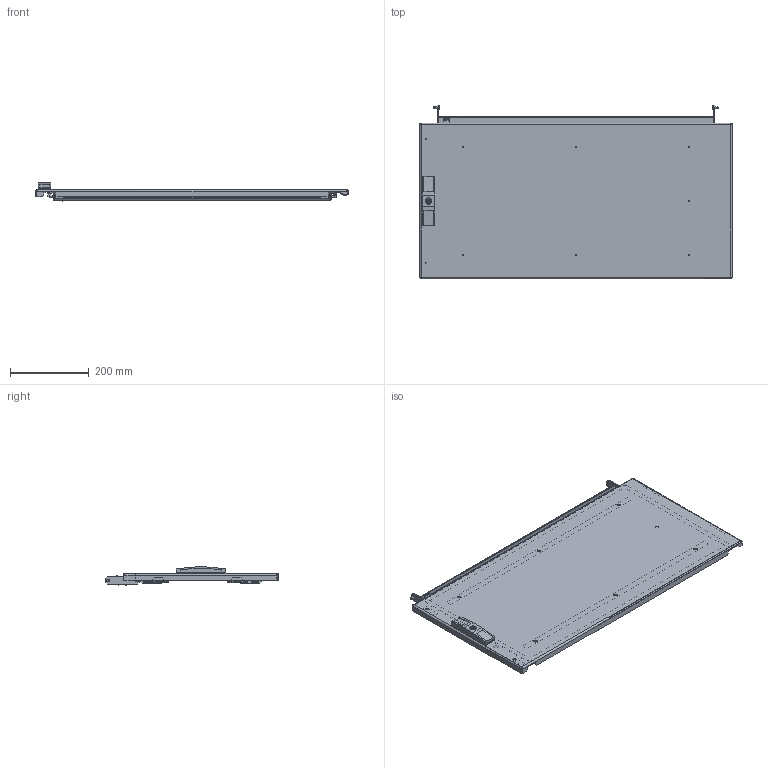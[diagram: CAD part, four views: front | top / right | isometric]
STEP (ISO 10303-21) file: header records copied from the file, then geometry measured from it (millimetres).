
FILE_DESCRIPTION (( 'STEP AP203' ), '1' );
FILE_NAME ('UR35442091800 Äâåðü ãëóõàÿ ñåêöèîííàÿ 400ìì RS52 00.80 (000.801.560-02).STEP', '2022-04-08T12:02:35', ( '' ), ( '' ), 'SwSTEP 2.0', 'SolidWorks 2017', '' );
FILE_SCHEMA (( 'CONFIG_CONTROL_DESIGN' ));
Length unit declared in the file: millimetre
Products named in the file (35): 050-57 Âòóëêà ñêðûòîé ïåòëè; 000.203.297 Äâåðü ãëóõàÿ ñåêöèîííàÿ 400 ìì RS52_02 (00.80); Øïèëüêà ðåçüáîâàÿ Ì6_Œ6å12; Âèíò DIN 7500 M TORX_Œ5å16; MS896 Çàìîê-íàêëàäêà îñíîâíàÿ äëÿ LC_‡ ªàëâ®; 000.800.113 Ïåòëÿ ñåêöèîííîé äâåðè; UR35442091800 Äâåðü ãëóõàÿ ñåêöèîííàÿ 400ìì RS52 00.80 (000.801.560-02); 016-103 Îñü; Ãàéêà øåñòèãðàííàÿ âûñîêàÿ ñàìîñòîïîðÿùàÿñÿ ñ ôëàíöåì ÃÎÑÒ ISO 7043_Œ6; Óïëîòíèòåëü ÏÏÓ äëÿ äâåðêè ñåêöèîííîé LC3 ñòàëüíûå ïåòëè_05 ( 400 00.80); Øïèëüêà çàçåìëåíèÿ CKF CS_Œ6å16; 037-61 Óãîëîê äëÿ çàïèðàíèÿ äâåðè ñåêöèîííîé LC3; 024-382 砑僔蠂縺 鸀槶錼譇 LC3; 000.301.014 Îñü; 000.203.173 Øâåëëåð ìåæñåêöèîííûé LC3_02 (00.80); 050-59 鎗鵻罻; Âèíò DIN 7991_Œ5å10; 012-2064 Ïàíåëü äâåðè ãëóõîé ñåêöèîííîé 400 ìì RS52_02 (00.80); Øàéáà 6402 Ò_Œ6; Âèíò DIN 7500 C TORX_Œ5å12; 000.800.115 Ïëàíêà çàïîðíàÿ äâåðè ñåêöèîííîé 400 ìì RS52; 000.210.582 Îñíîâàíèå äâåðè ãëóõîé ñåêöèîííîé 400 ìì RS52_02 (00.80); Øïèëüêà ðåçüáîâàÿ Ì6_Œ5å12; 032-215 Øâåëëåð ìåæñåêöèîííûé LC3_02 (00.80); 040-217 Ïëàíêà çàïîðíàÿ äâåðè ñåêöèîííîé; 000.173.012 Øâåëëåð ìåæñåêöèîííûé LC3_02 (00.80); 044-97 砎鍧錟儆趌00; 028-98 Ñêîáà; 021-126  呧睯蠈錪; Çàêëåïêà ðåçüáîâàÿ óìåíüøåííûé áîðòèê ñ íàñå÷êîé_Œ5å11,5; 嵑殧趌11648_d5; Ãàéêà Ýðèêñîíà Ì5 ñ ïëîñêîé ãîëîâêîé; Âèíò ÃÎÑÒ Ð ÈÑÎ 7049_ST3.5x9.5; 037-60 Ïåòëÿ äâåðè ñåêöèîííîé LC3; 054-201 Ïîïåðå÷èíà äâåðè LC3_02 (00.80)
Assembly tree (77 placements, depth 4):
  UR35442091800 Äâåðü ãëóõàÿ ñåêöèîííàÿ 400ìì RS52 00.80 (000.801.560-02)
    000.203.297 Äâåðü ãëóõàÿ ñåêöèîííàÿ 400 ìì RS52_02 (00.80)
      000.210.582 Îñíîâàíèå äâåðè ãëóõîé ñåêöèîííîé 400 ìì RS52_02 (00.80)
        012-2064 Ïàíåëü äâåðè ãëóõîé ñåêöèîííîé 400 ìì RS52_02 (00.80)
        Øïèëüêà çàçåìëåíèÿ CKF CS_Œ6å16
        Øïèëüêà ðåçüáîâàÿ Ì6_Œ5å12  x6
        Øïèëüêà ðåçüáîâàÿ Ì6_Œ6å12  x2
        050-57 Âòóëêà ñêðûòîé ïåòëè  x2
      Óïëîòíèòåëü ÏÏÓ äëÿ äâåðêè ñåêöèîííîé LC3 ñòàëüíûå ïåòëè_05 ( 400 00.80)
      MS896 Çàìîê-íàêëàäêà îñíîâíàÿ äëÿ LC_‡ ªàëâ®
      Âèíò DIN 7991_Œ5å10  x2
      000.800.115 Ïëàíêà çàïîðíàÿ äâåðè ñåêöèîííîé 400 ìì RS52
        040-217 Ïëàíêà çàïîðíàÿ äâåðè ñåêöèîííîé
        028-98 Ñêîáà  x2
      054-201 Ïîïåðå÷èíà äâåðè LC3_02 (00.80)  x2
      Ãàéêà Ýðèêñîíà Ì5 ñ ïëîñêîé ãîëîâêîé  x6
      Øàéáà 6402 Ò_Œ6  x2
      Ãàéêà øåñòèãðàííàÿ âûñîêàÿ ñàìîñòîïîðÿùàÿñÿ ñ ôëàíöåì ÃÎÑÒ ISO 7043_Œ6  x2
    Âèíò DIN 7500 M TORX_Œ5å16  x12
    000.203.173 Øâåëëåð ìåæñåêöèîííûé LC3_02 (00.80)
      000.173.012 Øâåëëåð ìåæñåêöèîííûé LC3_02 (00.80)
        032-215 Øâåëëåð ìåæñåêöèîííûé LC3_02 (00.80)
        024-382 砑僔蠂縺 鸀槶錼譇 LC3  x2
      021-126  呧睯蠈錪
      Âèíò ÃÎÑÒ Ð ÈÑÎ 7049_ST3.5x9.5  x2
    Âèíò DIN 7500 C TORX_Œ5å12  x4
    000.800.113 Ïåòëÿ ñåêöèîííîé äâåðè  x2
      037-60 Ïåòëÿ äâåðè ñåêöèîííîé LC3
      050-59 鎗鵻罻
    000.301.014 Îñü  x2
      016-103 Îñü
    037-61 Óãîëîê äëÿ çàïèðàíèÿ äâåðè ñåêöèîííîé LC3  x2
    嵑殧趌11648_d5  x3
    044-97 砎鍧錟儆趌00  x2
    Çàêëåïêà ðåçüáîâàÿ óìåíüøåííûé áîðòèê ñ íàñå÷êîé_Œ5å11,5  x4
Bounding box: 795 x 441.5 x 45.93 mm (x, y, z)
Volume: 1144968.9 mm3; surface area: 1192685.2 mm2
Topology: 73 solids, 77 shells, 2289 faces, 5599 edges, 3535 vertices
Faces by surface type: cylinder 1085, plane 796, cone 282, torus 106, sphere 12, bspline 8
Entity records: 34488 total; most frequent: CARTESIAN_POINT 5702, DIRECTION 5347, ORIENTED_EDGE 4714, EDGE_CURVE 2360, AXIS2_PLACEMENT_3D 2018, VERTEX_POINT 1493, VECTOR 1311, LINE 1311
